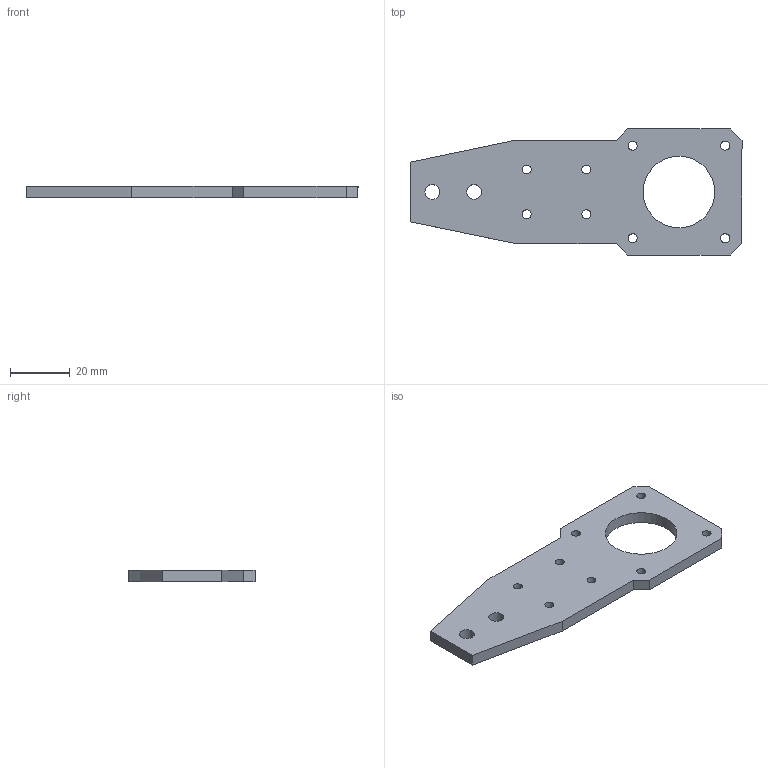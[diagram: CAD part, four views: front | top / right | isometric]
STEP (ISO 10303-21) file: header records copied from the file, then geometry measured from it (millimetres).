
FILE_DESCRIPTION(/* description */ (''),/* implementation_level */ '2;1');
FILE_NAME(/* name */ 'So''6 Rallye/Documents/impressions 3D/decoration/1.18/FICHIER DESSIN 3D/PROJET IDEX/EVA HOTEND/STL/DECOUPE LASER/X PLATE IDEX.step',/* time_stamp */ '2021-02-15T00:10:48+01:00',/* author */ (''),/* organization */ (''),/* preprocessor_version */ 'ST-DEVELOPER v18.1',/* originating_system */ 'Autodesk Translation Framework v9.7.1.1290',/* authorisation */ '');
FILE_SCHEMA (('AUTOMOTIVE_DESIGN { 1 0 10303 214 3 1 1 }'));
Length unit declared in the file: millimetre
Products named in the file (6): V Cast IDEX V1.0 - Full Assembly; Full assembly wide boy IDEX; GROUP X Axis; Left plate ; x left IDEX v14 (1); Component2 (1)
Assembly tree (5 placements, depth 6):
  V Cast IDEX V1.0 - Full Assembly
    Full assembly wide boy IDEX
      GROUP X Axis
        Left plate 
          x left IDEX v14 (1)
            Component2 (1)
Bounding box: 111.36 x 42.3 x 4 mm (x, y, z)
Volume: 13382.5 mm3; surface area: 8560.1 mm2
Topology: 1 solids, 1 shells, 25 faces, 69 edges, 46 vertices
Faces by surface type: plane 14, cylinder 11
Full cylindrical faces by diameter (mm): 3 x8, 5 x2, 24 x1
Entity records: 1003 total; most frequent: DIRECTION 163, CARTESIAN_POINT 151, ORIENTED_EDGE 138, EDGE_CURVE 69, AXIS2_PLACEMENT_3D 58, EDGE_LOOP 47, LINE 47, VECTOR 47
